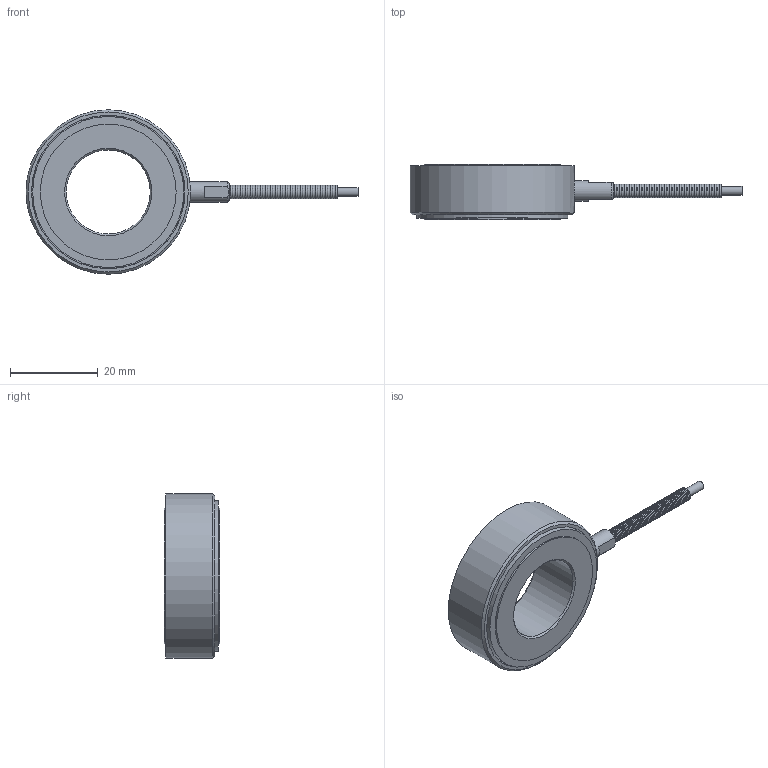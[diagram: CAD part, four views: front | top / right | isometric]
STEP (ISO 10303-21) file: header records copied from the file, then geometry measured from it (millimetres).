
FILE_DESCRIPTION((''),'2;1');
FILE_NAME('LLW450.stp','2010-11-15T13:41:17',('thomasl'),(''),'Autodesk Inventor 2008','Autodesk Inventor 2008','');
FILE_SCHEMA(('AUTOMOTIVE_DESIGN { 1 0 10303 214 1 1 1 1 }'));
Length unit declared in the file: inch
Products named in the file (2): LLW450; CABLE
Assembly tree (1 placements, depth 2):
  LLW450
    CABLE
Bounding box: 75.88 x 12.7 x 37.59 mm (x, y, z)
Volume: 9968.8 mm3; surface area: 6656.3 mm2
Topology: 1 solids, 7 shells, 137 faces, 312 edges, 183 vertices
Faces by surface type: bspline 76, plane 33, cylinder 22, cone 5, torus 1
Full cylindrical faces by diameter (mm): 1.943 x1, 2.007 x1, 2.083 x1, 2.794 x1, 3.023 x6, 3.048 x1, 3.175 x1, 4.699 x1, 19.202 x1, 31.039 x2, 34.544 x1, 35.052 x1, 35.09 x1, 37.592 x1
Entity records: 8601 total; most frequent: CARTESIAN_POINT 6250, DIRECTION 436, ORIENTED_EDGE 376, EDGE_LOOP 258, AXIS2_PLACEMENT_3D 201, EDGE_CURVE 188, VERTEX_POINT 162, CIRCLE 137
